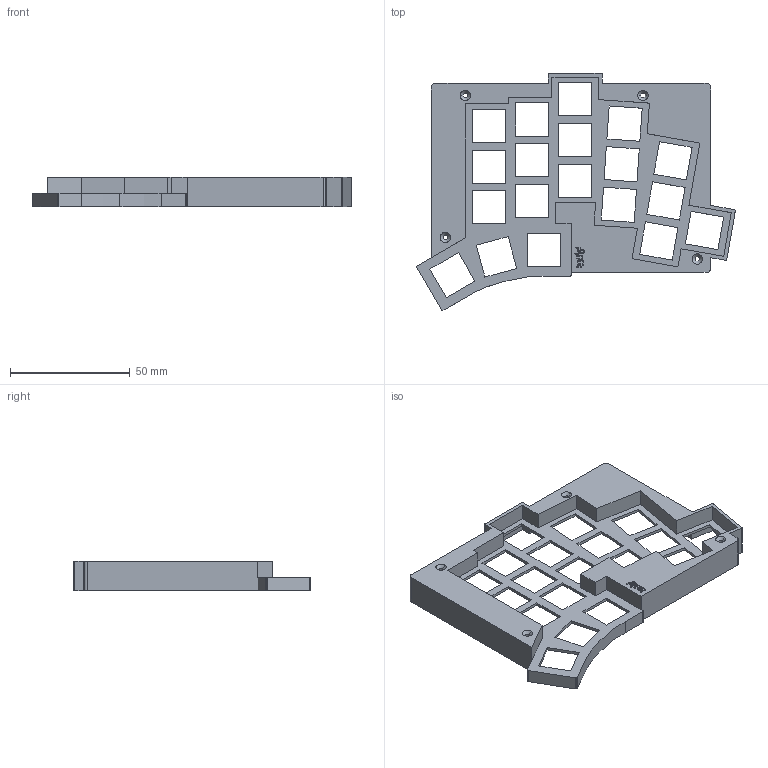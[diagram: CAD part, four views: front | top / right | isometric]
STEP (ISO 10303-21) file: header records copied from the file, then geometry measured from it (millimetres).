
FILE_DESCRIPTION (( 'STEP AP214' ), '1' );
FILE_NAME ('TOTEMcase_v08_6mm_BLE_Top_R_v2.STEP', '2024-11-19T10:06:41', ( '' ), ( '' ), 'SwSTEP 2.0', 'SolidWorks 2024', '' );
FILE_SCHEMA (( 'AUTOMOTIVE_DESIGN' ));
Length unit declared in the file: millimetre
Products named in the file (1): TOTEMcase_v08_6mm_BLE_Top_R_v2
Bounding box: 133.1 x 99.01 x 12.5 mm (x, y, z)
Volume: 19018 mm3; surface area: 27661 mm2
Topology: 1 solids, 1 shells, 478 faces, 1318 edges, 872 vertices
Faces by surface type: plane 361, cylinder 60, bspline 43, cone 14
Entity records: 15448 total; most frequent: CARTESIAN_POINT 3315, ORIENTED_EDGE 2636, DIRECTION 2235, EDGE_CURVE 1318, VECTOR 1095, LINE 1095, VERTEX_POINT 872, AXIS2_PLACEMENT_3D 570
